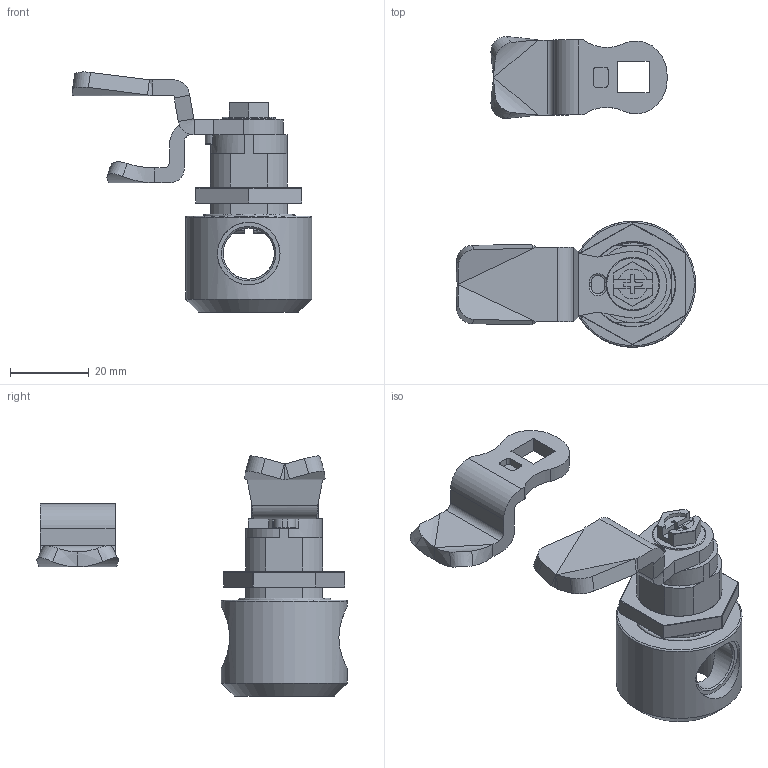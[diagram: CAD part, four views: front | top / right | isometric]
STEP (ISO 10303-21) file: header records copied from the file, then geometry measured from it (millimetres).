
FILE_DESCRIPTION (( 'STEP AP203' ), '1' );
FILE_NAME ('SCE-PLHG.step', '2021-02-09T22:31:05', ( 'ADC123' ), ( 'Microsoft' ), 'SwSTEP 2.0', 'SolidWorks 2019', '' );
FILE_SCHEMA (( 'CONFIG_CONTROL_DESIGN' ));
Length unit declared in the file: inch
Products named in the file (1): SCE-PLHG
Bounding box: 60.84 x 78.86 x 60.99 mm (x, y, z)
Volume: 27779.9 mm3; surface area: 15998.2 mm2
Topology: 8 solids, 8 shells, 282 faces, 723 edges, 455 vertices
Faces by surface type: plane 131, cylinder 110, bspline 37, cone 4
Full cylindrical faces by diameter (mm): 5.715 x2, 9.677 x1, 10.16 x1, 10.287 x1, 12.7 x1, 13.005 x2, 13.589 x1, 15.875 x3, 17.856 x1, 21.615 x1, 32.004 x1
Entity records: 9957 total; most frequent: CARTESIAN_POINT 3431, ORIENTED_EDGE 1338, DIRECTION 1288, EDGE_CURVE 669, AXIS2_PLACEMENT_3D 445, VERTEX_POINT 439, LINE 398, VECTOR 398
